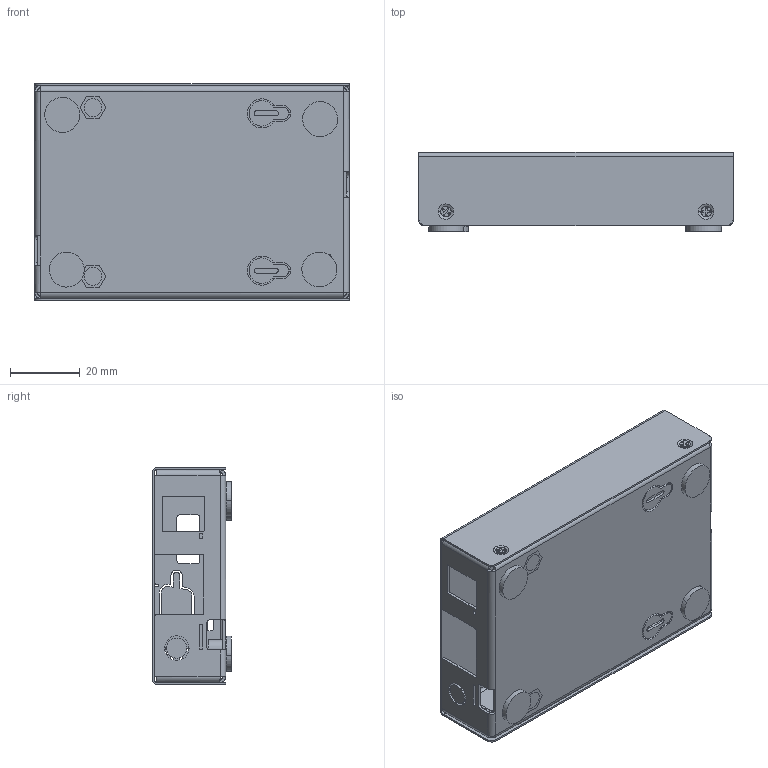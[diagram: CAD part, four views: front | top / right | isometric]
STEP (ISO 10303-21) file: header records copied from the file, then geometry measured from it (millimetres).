
FILE_DESCRIPTION (( 'STEP AP214' ), '1' );
FILE_NAME ('BB100.STEP', '2013-07-10T18:09:26', ( '' ), ( '' ), 'SwSTEP 2.0', 'SolidWorks 2013', '' );
FILE_SCHEMA (( 'AUTOMOTIVE_DESIGN' ));
Length unit declared in the file: millimetre
Products named in the file (7): BB100; 1005-1000_r05; BSO_35M3_5_PEM; 1005-1100_r03; 1005-1050_r02; M2_FH_3mm; RF-001_1.8_8_KangYang
Assembly tree (15 placements, depth 3):
  BB100
    1005-1100_r03
      1005-1000_r05
      BSO_35M3_5_PEM  x4
    1005-1050_r02
    M2_FH_3mm  x4
    RF-001_1.8_8_KangYang  x4
Bounding box: 89.98 x 22.52 x 61.99 mm (x, y, z)
Volume: 12573.7 mm3; surface area: 38966.2 mm2
Topology: 14 solids, 14 shells, 540 faces, 1392 edges, 904 vertices
Faces by surface type: cylinder 260, plane 248, bspline 16, cone 16
Entity records: 14264 total; most frequent: CARTESIAN_POINT 3147, DIRECTION 2295, ORIENTED_EDGE 2238, EDGE_CURVE 1119, AXIS2_PLACEMENT_3D 836, VERTEX_POINT 724, VECTOR 623, LINE 623
